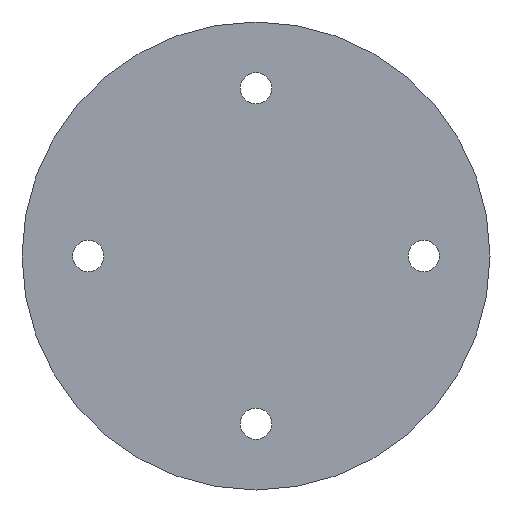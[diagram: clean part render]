
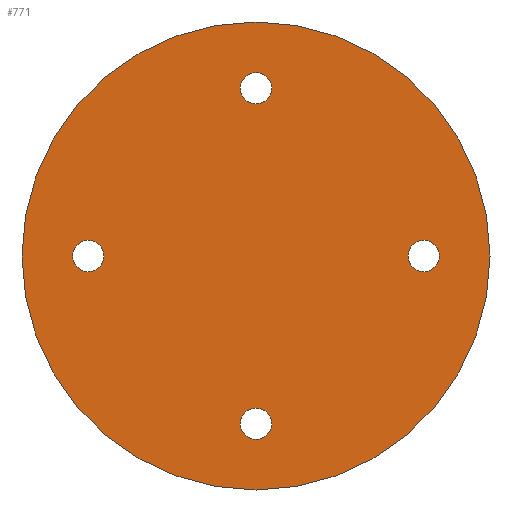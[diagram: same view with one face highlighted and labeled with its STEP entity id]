
A CAD part, front view. The second image highlights one B-rep face of the part: STEP entity #771.
In plain terms, the highlighted planar face has unit normal (0, -1, 0).
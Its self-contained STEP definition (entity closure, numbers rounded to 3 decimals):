
#11 = EDGE_CURVE ( 'NONE', #41, #131, #1088, .T. ) ;
#15 = EDGE_LOOP ( 'NONE', ( #1207, #465 ) ) ;
#18 = AXIS2_PLACEMENT_3D ( 'NONE', #1219, #1046, #486 ) ;
#41 = VERTEX_POINT ( 'NONE', #578 ) ;
#52 = AXIS2_PLACEMENT_3D ( 'NONE', #295, #680, #202 ) ;
#73 = DIRECTION ( 'NONE',  ( 0., -1., 0. ) ) ;
#87 = VERTEX_POINT ( 'NONE', #1104 ) ;
#94 = CARTESIAN_POINT ( 'NONE',  ( 0., 17., 47. ) ) ;
#108 = DIRECTION ( 'NONE',  ( 0., 0., 1. ) ) ;
#117 = AXIS2_PLACEMENT_3D ( 'NONE', #585, #497, #490 ) ;
#129 = CARTESIAN_POINT ( 'NONE',  ( 43., 17., 0. ) ) ;
#131 = VERTEX_POINT ( 'NONE', #1002 ) ;
#143 = CARTESIAN_POINT ( 'NONE',  ( 0., 17., 0. ) ) ;
#147 = DIRECTION ( 'NONE',  ( 0., 0., -1. ) ) ;
#156 = CIRCLE ( 'NONE', #997, 4. ) ;
#159 = ORIENTED_EDGE ( 'NONE', *, *, #160, .T. ) ;
#160 = EDGE_CURVE ( 'NONE', #1090, #1205, #780, .T. ) ;
#202 = DIRECTION ( 'NONE',  ( 0., 0., 1. ) ) ;
#207 = CARTESIAN_POINT ( 'NONE',  ( 0., 17., 0. ) ) ;
#226 = DIRECTION ( 'NONE',  ( 0., 0., 1. ) ) ;
#232 = DIRECTION ( 'NONE',  ( 0., 0., 1. ) ) ;
#238 = VERTEX_POINT ( 'NONE', #366 ) ;
#245 = ORIENTED_EDGE ( 'NONE', *, *, #626, .T. ) ;
#252 = FACE_BOUND ( 'NONE', #423, .T. ) ;
#257 = CIRCLE ( 'NONE', #278, 4. ) ;
#278 = AXIS2_PLACEMENT_3D ( 'NONE', #129, #514, #232 ) ;
#279 = DIRECTION ( 'NONE',  ( 0., -1., 0. ) ) ;
#285 = DIRECTION ( 'NONE',  ( 0., 1., 0. ) ) ;
#292 = VERTEX_POINT ( 'NONE', #1232 ) ;
#293 = CARTESIAN_POINT ( 'NONE',  ( 0., 17., 43. ) ) ;
#295 = CARTESIAN_POINT ( 'NONE',  ( 0., 17., 43. ) ) ;
#301 = DIRECTION ( 'NONE',  ( 0., 0., -1. ) ) ;
#308 = CARTESIAN_POINT ( 'NONE',  ( -43., 17., 0. ) ) ;
#325 = DIRECTION ( 'NONE',  ( 0., 1., 0. ) ) ;
#333 = VERTEX_POINT ( 'NONE', #386 ) ;
#366 = CARTESIAN_POINT ( 'NONE',  ( 0., 17., -39. ) ) ;
#386 = CARTESIAN_POINT ( 'NONE',  ( -43., 17., 4. ) ) ;
#405 = VERTEX_POINT ( 'NONE', #892 ) ;
#423 = EDGE_LOOP ( 'NONE', ( #954, #1099 ) ) ;
#428 = EDGE_LOOP ( 'NONE', ( #159, #1082 ) ) ;
#433 = CIRCLE ( 'NONE', #781, 4. ) ;
#451 = EDGE_CURVE ( 'NONE', #131, #41, #257, .T. ) ;
#462 = FACE_BOUND ( 'NONE', #990, .T. ) ;
#465 = ORIENTED_EDGE ( 'NONE', *, *, #451, .T. ) ;
#467 = DIRECTION ( 'NONE',  ( 0., 1., 0. ) ) ;
#485 = CIRCLE ( 'NONE', #117, 4. ) ;
#486 = DIRECTION ( 'NONE',  ( 0., 0., 1. ) ) ;
#490 = DIRECTION ( 'NONE',  ( 0., 0., 1. ) ) ;
#497 = DIRECTION ( 'NONE',  ( 0., 1., 0. ) ) ;
#505 = AXIS2_PLACEMENT_3D ( 'NONE', #1142, #285, #1128 ) ;
#514 = DIRECTION ( 'NONE',  ( 0., 1., 0. ) ) ;
#578 = CARTESIAN_POINT ( 'NONE',  ( 43., 17., 4. ) ) ;
#585 = CARTESIAN_POINT ( 'NONE',  ( 0., 17., -43. ) ) ;
#594 = CARTESIAN_POINT ( 'NONE',  ( 0., 17., 60. ) ) ;
#622 = EDGE_CURVE ( 'NONE', #333, #405, #433, .T. ) ;
#626 = EDGE_CURVE ( 'NONE', #292, #925, #1138, .T. ) ;
#636 = DIRECTION ( 'NONE',  ( 0., 0., -1. ) ) ;
#655 = FACE_BOUND ( 'NONE', #914, .T. ) ;
#671 = CARTESIAN_POINT ( 'NONE',  ( 0., 17., -60. ) ) ;
#672 = DIRECTION ( 'NONE',  ( 0., 0., 1. ) ) ;
#680 = DIRECTION ( 'NONE',  ( 0., 1., 0. ) ) ;
#685 = ORIENTED_EDGE ( 'NONE', *, *, #869, .T. ) ;
#761 = CIRCLE ( 'NONE', #1053, 60. ) ;
#768 = ORIENTED_EDGE ( 'NONE', *, *, #900, .T. ) ;
#771 = ADVANCED_FACE ( 'NONE', ( #252, #819, #462, #655, #1204 ), #1107, .T. ) ;
#780 = CIRCLE ( 'NONE', #1176, 60. ) ;
#781 = AXIS2_PLACEMENT_3D ( 'NONE', #308, #325, #226 ) ;
#802 = CARTESIAN_POINT ( 'NONE',  ( 0., 17., 0. ) ) ;
#819 = FACE_BOUND ( 'NONE', #15, .T. ) ;
#846 = CARTESIAN_POINT ( 'NONE',  ( -43., 17., 0. ) ) ;
#869 = EDGE_CURVE ( 'NONE', #405, #333, #1094, .T. ) ;
#875 = DIRECTION ( 'NONE',  ( 0., 1., 0. ) ) ;
#892 = CARTESIAN_POINT ( 'NONE',  ( -43., 17., -4. ) ) ;
#893 = ORIENTED_EDGE ( 'NONE', *, *, #622, .T. ) ;
#900 = EDGE_CURVE ( 'NONE', #925, #292, #156, .T. ) ;
#903 = EDGE_CURVE ( 'NONE', #1205, #1090, #761, .T. ) ;
#914 = EDGE_LOOP ( 'NONE', ( #893, #685 ) ) ;
#925 = VERTEX_POINT ( 'NONE', #94 ) ;
#954 = ORIENTED_EDGE ( 'NONE', *, *, #1117, .T. ) ;
#990 = EDGE_LOOP ( 'NONE', ( #768, #245 ) ) ;
#997 = AXIS2_PLACEMENT_3D ( 'NONE', #293, #875, #672 ) ;
#1002 = CARTESIAN_POINT ( 'NONE',  ( 43., 17., -4. ) ) ;
#1046 = DIRECTION ( 'NONE',  ( 0., 1., 0. ) ) ;
#1051 = AXIS2_PLACEMENT_3D ( 'NONE', #802, #1123, #636 ) ;
#1053 = AXIS2_PLACEMENT_3D ( 'NONE', #207, #279, #301 ) ;
#1075 = CIRCLE ( 'NONE', #505, 4. ) ;
#1082 = ORIENTED_EDGE ( 'NONE', *, *, #903, .T. ) ;
#1088 = CIRCLE ( 'NONE', #18, 4. ) ;
#1090 = VERTEX_POINT ( 'NONE', #671 ) ;
#1094 = CIRCLE ( 'NONE', #1199, 4. ) ;
#1099 = ORIENTED_EDGE ( 'NONE', *, *, #1160, .T. ) ;
#1104 = CARTESIAN_POINT ( 'NONE',  ( 0., 17., -47. ) ) ;
#1107 = PLANE ( 'NONE',  #1051 ) ;
#1117 = EDGE_CURVE ( 'NONE', #238, #87, #1075, .T. ) ;
#1123 = DIRECTION ( 'NONE',  ( 0., -1., 0. ) ) ;
#1128 = DIRECTION ( 'NONE',  ( 0., 0., 1. ) ) ;
#1138 = CIRCLE ( 'NONE', #52, 4. ) ;
#1142 = CARTESIAN_POINT ( 'NONE',  ( 0., 17., -43. ) ) ;
#1160 = EDGE_CURVE ( 'NONE', #87, #238, #485, .T. ) ;
#1176 = AXIS2_PLACEMENT_3D ( 'NONE', #143, #73, #147 ) ;
#1199 = AXIS2_PLACEMENT_3D ( 'NONE', #846, #467, #108 ) ;
#1204 = FACE_OUTER_BOUND ( 'NONE', #428, .T. ) ;
#1205 = VERTEX_POINT ( 'NONE', #594 ) ;
#1207 = ORIENTED_EDGE ( 'NONE', *, *, #11, .T. ) ;
#1219 = CARTESIAN_POINT ( 'NONE',  ( 43., 17., 0. ) ) ;
#1232 = CARTESIAN_POINT ( 'NONE',  ( 0., 17., 39. ) ) ;
